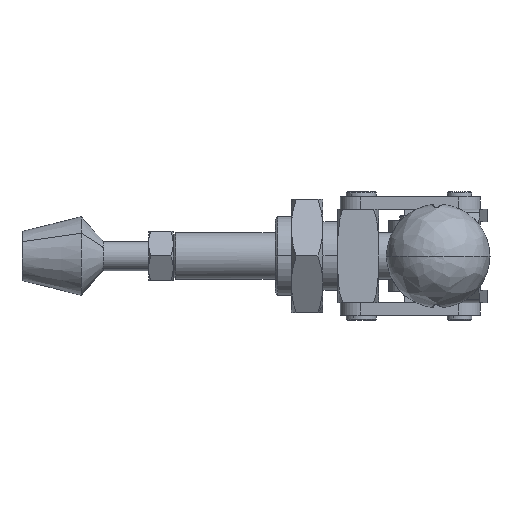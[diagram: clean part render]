
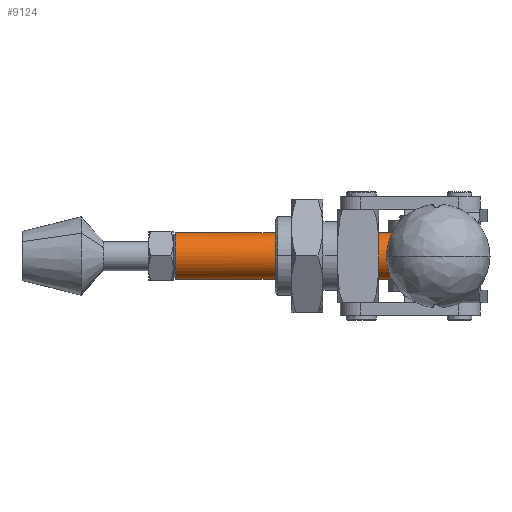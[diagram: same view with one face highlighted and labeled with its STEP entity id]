
A CAD part, front view. The second image highlights one B-rep face of the part: STEP entity #9124.
In plain terms, the highlighted cylindrical face has radius 4.695 mm (diameter 9.39 mm), a partial arc.
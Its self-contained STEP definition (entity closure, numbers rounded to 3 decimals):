
#634 = EDGE_CURVE ( 'NONE', #10761, #1139, #9767, .T. ) ;
#1139 = VERTEX_POINT ( 'NONE', #24841 ) ;
#1363 = CARTESIAN_POINT ( 'NONE',  ( -4.945, -1.443, 4.468 ) ) ;
#1554 = CYLINDRICAL_SURFACE ( 'NONE', #28756, 4.695 ) ;
#1588 = DIRECTION ( 'NONE',  ( 1., 0., 0. ) ) ;
#1671 = VECTOR ( 'NONE', #1588, 1000. ) ;
#2152 = CARTESIAN_POINT ( 'NONE',  ( -4.945, -1.443, -4.468 ) ) ;
#2208 = ORIENTED_EDGE ( 'NONE', *, *, #28112, .T. ) ;
#3385 = AXIS2_PLACEMENT_3D ( 'NONE', #22055, #8581, #24298 ) ;
#3612 = CARTESIAN_POINT ( 'NONE',  ( -4.425, -1.508, 4.446 ) ) ;
#4334 = CARTESIAN_POINT ( 'NONE',  ( -3.253, -0.851, -4.619 ) ) ;
#4437 = CARTESIAN_POINT ( 'NONE',  ( -5.409, -1.206, -4.538 ) ) ;
#5330 = CARTESIAN_POINT ( 'NONE',  ( -3.1, -0.539, 4.664 ) ) ;
#5577 = VERTEX_POINT ( 'NONE', #5330 ) ;
#5827 = EDGE_CURVE ( 'NONE', #1139, #6451, #24140, .T. ) ;
#5871 = CARTESIAN_POINT ( 'NONE',  ( -3.915, -1.392, 4.485 ) ) ;
#5896 = CARTESIAN_POINT ( 'NONE',  ( 0., 0., 0. ) ) ;
#5967 = CARTESIAN_POINT ( 'NONE',  ( -6., 0., 4.695 ) ) ;
#6451 = VERTEX_POINT ( 'NONE', #12906 ) ;
#6564 = CARTESIAN_POINT ( 'NONE',  ( -3.614, -1.223, -4.534 ) ) ;
#6662 = CARTESIAN_POINT ( 'NONE',  ( -5.762, -0.828, -4.623 ) ) ;
#7333 = CARTESIAN_POINT ( 'NONE',  ( -3.1, 0., 0. ) ) ;
#7677 = EDGE_LOOP ( 'NONE', ( #14390, #8649, #18016, #22654, #2208, #17755 ) ) ;
#8017 = CARTESIAN_POINT ( 'NONE',  ( -6., 0., 4.695 ) ) ;
#8053 = EDGE_CURVE ( 'NONE', #10761, #10979, #25822, .T. ) ;
#8110 = CARTESIAN_POINT ( 'NONE',  ( -3.478, -1.112, 4.563 ) ) ;
#8581 = DIRECTION ( 'NONE',  ( 1., 0., 0. ) ) ;
#8649 = ORIENTED_EDGE ( 'NONE', *, *, #634, .T. ) ;
#8799 = CARTESIAN_POINT ( 'NONE',  ( -3.918, -1.385, -4.486 ) ) ;
#8902 = CARTESIAN_POINT ( 'NONE',  ( -5.969, -0.35, -4.685 ) ) ;
#9124 = ADVANCED_FACE ( 'NONE', ( #20153 ), #1554, .T. ) ;
#9523 = CARTESIAN_POINT ( 'NONE',  ( 0., 0., 4.695 ) ) ;
#9571 = DIRECTION ( 'NONE',  ( 0., 0., 1. ) ) ;
#9642 = B_SPLINE_CURVE_WITH_KNOTS ( 'NONE', 3,
 ( #15513, #28948, #4334, #20013, #6564, #22276, #8799, #24544, #11066, #26804, #13321, #29057, #15614, #2152, #17874, #4437, #20108, #6662, #22382, #8902, #24640, #11171 ),
 .UNSPECIFIED., .F., .F.,
 ( 4, 2, 2, 2, 2, 2, 2, 2, 2, 2, 4 ),
 ( 0.001, 0.001, 0.002, 0.002, 0.002, 0.002, 0.003, 0.003, 0.004, 0.004, 0.005 ),
 .UNSPECIFIED. ) ;
#9767 = CIRCLE ( 'NONE', #3385, 4.695 ) ;
#10253 = CARTESIAN_POINT ( 'NONE',  ( -5.851, -0.675, 4.649 ) ) ;
#10362 = CARTESIAN_POINT ( 'NONE',  ( -3.163, -0.701, 4.645 ) ) ;
#10761 = VERTEX_POINT ( 'NONE', #25117 ) ;
#10979 = VERTEX_POINT ( 'NONE', #5967 ) ;
#11066 = CARTESIAN_POINT ( 'NONE',  ( -4.167, -1.465, -4.461 ) ) ;
#11171 = CARTESIAN_POINT ( 'NONE',  ( -6., 0., -4.695 ) ) ;
#11885 = DIRECTION ( 'NONE',  ( 1., 0., 0. ) ) ;
#12417 = AXIS2_PLACEMENT_3D ( 'NONE', #7333, #23061, #9571 ) ;
#12497 = CARTESIAN_POINT ( 'NONE',  ( -5.542, -1.092, 4.568 ) ) ;
#12817 = CIRCLE ( 'NONE', #12417, 4.695 ) ;
#12855 = CARTESIAN_POINT ( 'NONE',  ( -3.1, -0.539, -4.664 ) ) ;
#12906 = CARTESIAN_POINT ( 'NONE',  ( -6., 0., -4.695 ) ) ;
#13321 = CARTESIAN_POINT ( 'NONE',  ( -4.426, -1.501, -4.449 ) ) ;
#14390 = ORIENTED_EDGE ( 'NONE', *, *, #8053, .F. ) ;
#14782 = CARTESIAN_POINT ( 'NONE',  ( -5.111, -1.381, 4.488 ) ) ;
#15513 = CARTESIAN_POINT ( 'NONE',  ( -3.1, -0.539, -4.664 ) ) ;
#15614 = CARTESIAN_POINT ( 'NONE',  ( -4.689, -1.491, -4.452 ) ) ;
#16353 = VECTOR ( 'NONE', #11885, 1000. ) ;
#16427 = EDGE_CURVE ( 'NONE', #10979, #5577, #16929, .T. ) ;
#16929 = B_SPLINE_CURVE_WITH_KNOTS ( 'NONE', 3,
 ( #8017, #21468, #23730, #10253, #25996, #12497, #28237, #14782, #1363, #17067, #3612, #19312, #5871, #21574, #8110, #23833, #10362, #26095 ),
 .UNSPECIFIED., .F., .F.,
 ( 4, 2, 2, 2, 2, 2, 2, 2, 4 ),
 ( 0.005, 0.005, 0.006, 0.006, 0.007, 0.007, 0.008, 0.008, 0.009 ),
 .UNSPECIFIED. ) ;
#17067 = CARTESIAN_POINT ( 'NONE',  ( -4.604, -1.506, 4.447 ) ) ;
#17755 = ORIENTED_EDGE ( 'NONE', *, *, #16427, .F. ) ;
#17858 = EDGE_CURVE ( 'NONE', #23651, #6451, #9642, .T. ) ;
#17874 = CARTESIAN_POINT ( 'NONE',  ( -5.111, -1.381, -4.488 ) ) ;
#18016 = ORIENTED_EDGE ( 'NONE', *, *, #5827, .T. ) ;
#19312 = CARTESIAN_POINT ( 'NONE',  ( -4.082, -1.451, 4.465 ) ) ;
#20013 = CARTESIAN_POINT ( 'NONE',  ( -3.479, -1.112, -4.563 ) ) ;
#20108 = CARTESIAN_POINT ( 'NONE',  ( -5.543, -1.092, -4.568 ) ) ;
#20153 = FACE_OUTER_BOUND ( 'NONE', #7677, .T. ) ;
#21468 = CARTESIAN_POINT ( 'NONE',  ( -6., -0.174, 4.695 ) ) ;
#21574 = CARTESIAN_POINT ( 'NONE',  ( -3.613, -1.222, 4.534 ) ) ;
#22055 = CARTESIAN_POINT ( 'NONE',  ( -52.5, 0., 0. ) ) ;
#22276 = CARTESIAN_POINT ( 'NONE',  ( -3.84, -1.35, -4.497 ) ) ;
#22382 = CARTESIAN_POINT ( 'NONE',  ( -5.851, -0.675, -4.649 ) ) ;
#22654 = ORIENTED_EDGE ( 'NONE', *, *, #17858, .F. ) ;
#23061 = DIRECTION ( 'NONE',  ( -1., 0., 0. ) ) ;
#23645 = DIRECTION ( 'NONE',  ( 0., 0., -1. ) ) ;
#23651 = VERTEX_POINT ( 'NONE', #12855 ) ;
#23730 = CARTESIAN_POINT ( 'NONE',  ( -5.969, -0.35, 4.685 ) ) ;
#23833 = CARTESIAN_POINT ( 'NONE',  ( -3.252, -0.85, 4.619 ) ) ;
#23857 = DIRECTION ( 'NONE',  ( 1., 0., 0. ) ) ;
#24140 = LINE ( 'NONE', #28476, #1671 ) ;
#24298 = DIRECTION ( 'NONE',  ( 0., 0., 1. ) ) ;
#24544 = CARTESIAN_POINT ( 'NONE',  ( -4.082, -1.443, -4.468 ) ) ;
#24640 = CARTESIAN_POINT ( 'NONE',  ( -6., -0.174, -4.695 ) ) ;
#24841 = CARTESIAN_POINT ( 'NONE',  ( -52.5, 0., -4.695 ) ) ;
#25117 = CARTESIAN_POINT ( 'NONE',  ( -52.5, 0., 4.695 ) ) ;
#25822 = LINE ( 'NONE', #9523, #16353 ) ;
#25996 = CARTESIAN_POINT ( 'NONE',  ( -5.762, -0.828, 4.623 ) ) ;
#26095 = CARTESIAN_POINT ( 'NONE',  ( -3.1, -0.539, 4.664 ) ) ;
#26804 = CARTESIAN_POINT ( 'NONE',  ( -4.339, -1.494, -4.451 ) ) ;
#28112 = EDGE_CURVE ( 'NONE', #23651, #5577, #12817, .T. ) ;
#28237 = CARTESIAN_POINT ( 'NONE',  ( -5.408, -1.206, 4.538 ) ) ;
#28476 = CARTESIAN_POINT ( 'NONE',  ( 0., 0., -4.695 ) ) ;
#28756 = AXIS2_PLACEMENT_3D ( 'NONE', #5896, #23857, #23645 ) ;
#28948 = CARTESIAN_POINT ( 'NONE',  ( -3.163, -0.701, -4.645 ) ) ;
#29057 = CARTESIAN_POINT ( 'NONE',  ( -4.6, -1.499, -4.449 ) ) ;
